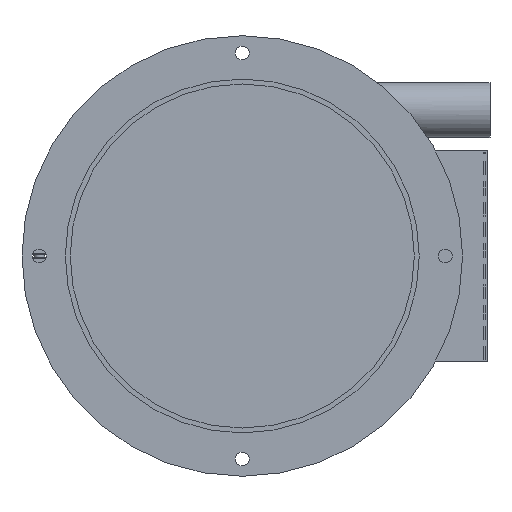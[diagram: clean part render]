
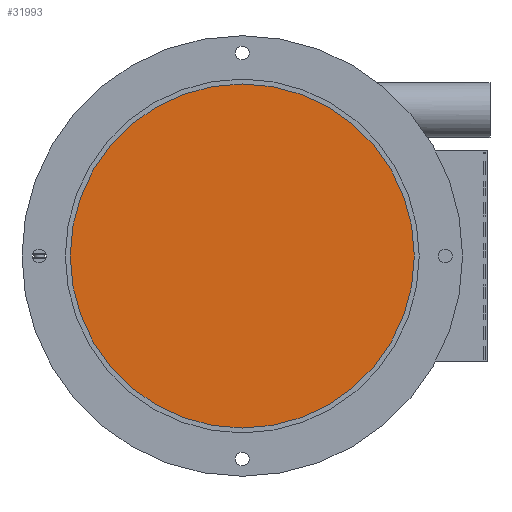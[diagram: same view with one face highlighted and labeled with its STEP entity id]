
A CAD part, front view. The second image highlights one B-rep face of the part: STEP entity #31993.
In plain terms, the highlighted planar face has unit normal (0, -1, 0).
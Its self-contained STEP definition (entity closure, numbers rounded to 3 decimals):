
#1215=PLANE('',#35621);
#4029=FACE_OUTER_BOUND('',#5994,.T.);
#5994=EDGE_LOOP('',(#27574,#27575));
#11372=CIRCLE('',#35619,125.);
#11373=CIRCLE('',#35620,125.);
#14185=VERTEX_POINT('',#71351);
#14186=VERTEX_POINT('',#71353);
#18696=EDGE_CURVE('',#14186,#14185,#11372,.T.);
#18697=EDGE_CURVE('',#14185,#14186,#11373,.T.);
#27574=ORIENTED_EDGE('',*,*,#18696,.T.);
#27575=ORIENTED_EDGE('',*,*,#18697,.T.);
#31993=ADVANCED_FACE('',(#4029),#1215,.T.);
#35619=AXIS2_PLACEMENT_3D('',#71354,#44171,#44172);
#35620=AXIS2_PLACEMENT_3D('',#71355,#44173,#44174);
#35621=AXIS2_PLACEMENT_3D('',#71356,#44175,#44176);
#44171=DIRECTION('center_axis',(0.,-1.,0.));
#44172=DIRECTION('ref_axis',(1.,0.,0.));
#44173=DIRECTION('center_axis',(0.,-1.,0.));
#44174=DIRECTION('ref_axis',(1.,0.,0.));
#44175=DIRECTION('center_axis',(0.,-1.,0.));
#44176=DIRECTION('ref_axis',(1.,0.,0.));
#71351=CARTESIAN_POINT('',(-133.453,-438.937,0.));
#71353=CARTESIAN_POINT('',(116.547,-438.937,0.));
#71354=CARTESIAN_POINT('Origin',(-8.453,-438.937,0.));
#71355=CARTESIAN_POINT('Origin',(-8.453,-438.937,0.));
#71356=CARTESIAN_POINT('Origin',(-8.453,-438.937,0.));
